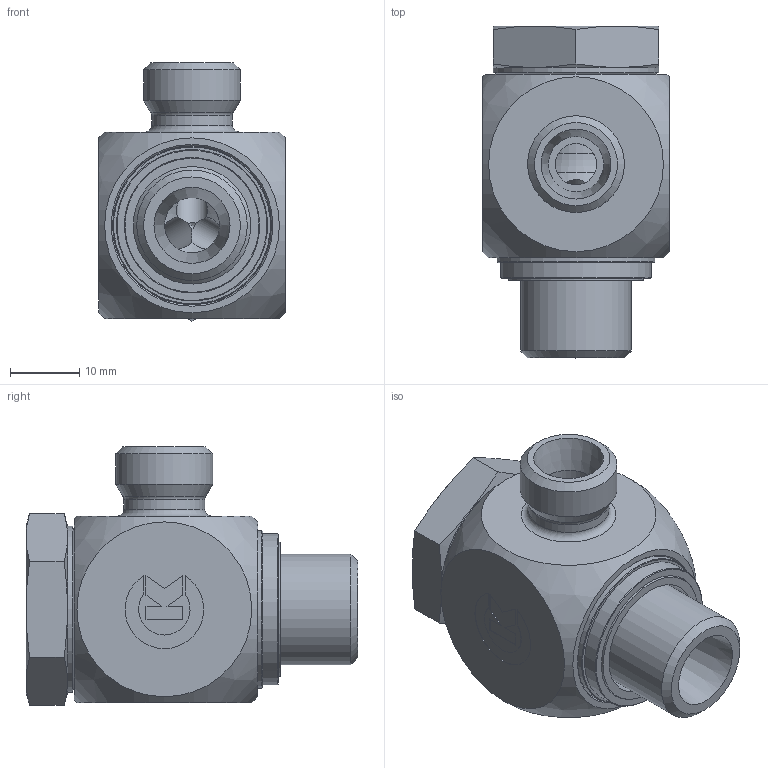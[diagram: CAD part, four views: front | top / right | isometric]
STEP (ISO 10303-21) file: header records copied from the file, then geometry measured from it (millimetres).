
FILE_DESCRIPTION((''),'2;1');
FILE_NAME('80761081614.stp','2014-09-05T19:35:12',(''),('KNOMI spol. s r. o.'),'Autodesk Inventor 2012','Autodesk Inventor 2012','');
FILE_SCHEMA(('AUTOMOTIVE_DESIGN { 1 2 10303 214 0 1 1 1 }'));
Length unit declared in the file: millimetre
Products named in the file (7): SPEM2 8LM16 M16x1.5 / M14x1.5 "pryž"; 7471 2 1714; 7092 35 0916; 60714020; 8077016; 80775216; 80775116
Assembly tree (6 placements, depth 3):
  SPEM2 8LM16 M16x1.5 / M14x1.5 "pryž"
    7471 2 1714
    7092 35 0916
    60714020
    8077016
      80775216
      80775116
Bounding box: 27 x 48 x 37.36 mm (x, y, z)
Volume: 22393.5 mm3; surface area: 11867.3 mm2
Topology: 5 solids, 5 shells, 152 faces, 350 edges, 222 vertices
Faces by surface type: plane 74, cone 33, cylinder 31, torus 13, sphere 1
Full cylindrical faces by diameter (mm): 4.5 x3, 6 x1, 8 x2, 11.7 x1, 12 x1, 14 x1, 16 x1, 17 x1, 17.6 x1, 17.8 x1, 17.96 x3, 18 x1, 19.4 x2, 19.6 x2, 21.9 x1, 22.9 x1, 23 x1, 24 x1
Entity records: 4399 total; most frequent: CARTESIAN_POINT 919, DIRECTION 669, ORIENTED_EDGE 548, EDGE_CURVE 274, AXIS2_PLACEMENT_3D 270, EDGE_LOOP 240, VERTEX_POINT 204, FACE_OUTER_BOUND 152
